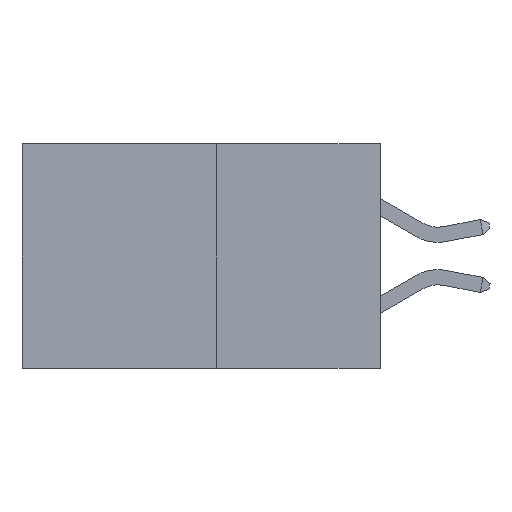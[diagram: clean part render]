
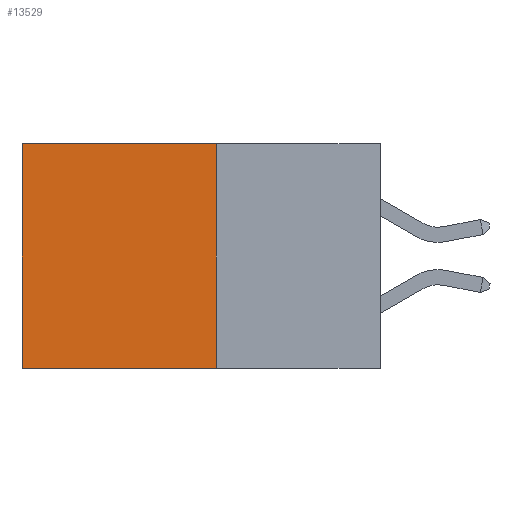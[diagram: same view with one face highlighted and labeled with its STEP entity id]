
A CAD part, left-side view. The second image highlights one B-rep face of the part: STEP entity #13529.
In plain terms, the highlighted planar face has unit normal (-1, 0, 0).
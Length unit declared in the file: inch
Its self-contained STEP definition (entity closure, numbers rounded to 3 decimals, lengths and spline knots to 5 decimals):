
#512 = CARTESIAN_POINT ( 'NONE',  ( 0.277, 0.27, 0. ) ) ;
#1139 = ORIENTED_EDGE ( 'NONE', *, *, #17814, .T. ) ;
#1311 = VECTOR ( 'NONE', #22716, 39.37008 ) ;
#1377 = CARTESIAN_POINT ( 'NONE',  ( 0.277, 0.59, -0.37 ) ) ;
#1738 = LINE ( 'NONE', #512, #6776 ) ;
#1749 = DIRECTION ( 'NONE',  ( 0., 0., -1. ) ) ;
#1897 = CARTESIAN_POINT ( 'NONE',  ( 0.277, 0.59, 0. ) ) ;
#2862 = LINE ( 'NONE', #13115, #13502 ) ;
#2996 = ORIENTED_EDGE ( 'NONE', *, *, #20640, .F. ) ;
#3283 = LINE ( 'NONE', #6471, #8304 ) ;
#5827 = CARTESIAN_POINT ( 'NONE',  ( 0.277, 0.27, -0.37 ) ) ;
#6471 = CARTESIAN_POINT ( 'NONE',  ( 0.277, 0.27, -0.37 ) ) ;
#6776 = VECTOR ( 'NONE', #13215, 39.37008 ) ;
#7653 = LINE ( 'NONE', #5827, #1311 ) ;
#8304 = VECTOR ( 'NONE', #8608, 39.37008 ) ;
#8608 = DIRECTION ( 'NONE',  ( 0., 1., 0. ) ) ;
#9522 = AXIS2_PLACEMENT_3D ( 'NONE', #12354, #14492, #1749 ) ;
#9744 = CARTESIAN_POINT ( 'NONE',  ( 0.277, 0.27, 0. ) ) ;
#12354 = CARTESIAN_POINT ( 'NONE',  ( 0.277, 0.27, -0.37 ) ) ;
#12661 = ORIENTED_EDGE ( 'NONE', *, *, #15749, .T. ) ;
#13115 = CARTESIAN_POINT ( 'NONE',  ( 0.277, 0.59, -0.37 ) ) ;
#13215 = DIRECTION ( 'NONE',  ( 0., 1., 0. ) ) ;
#13502 = VECTOR ( 'NONE', #15277, 39.37008 ) ;
#13529 = ADVANCED_FACE ( 'NONE', ( #16709 ), #24918, .F. ) ;
#14231 = EDGE_CURVE ( 'NONE', #23573, #15383, #7653, .T. ) ;
#14370 = VERTEX_POINT ( 'NONE', #1897 ) ;
#14492 = DIRECTION ( 'NONE',  ( 1., 0., 0. ) ) ;
#15277 = DIRECTION ( 'NONE',  ( 0., 0., -1. ) ) ;
#15383 = VERTEX_POINT ( 'NONE', #24583 ) ;
#15749 = EDGE_CURVE ( 'NONE', #14370, #19223, #2862, .T. ) ;
#16445 = ORIENTED_EDGE ( 'NONE', *, *, #14231, .F. ) ;
#16709 = FACE_OUTER_BOUND ( 'NONE', #21668, .T. ) ;
#17814 = EDGE_CURVE ( 'NONE', #23573, #14370, #1738, .T. ) ;
#19223 = VERTEX_POINT ( 'NONE', #1377 ) ;
#20640 = EDGE_CURVE ( 'NONE', #15383, #19223, #3283, .T. ) ;
#21668 = EDGE_LOOP ( 'NONE', ( #12661, #2996, #16445, #1139 ) ) ;
#22716 = DIRECTION ( 'NONE',  ( 0., 0., -1. ) ) ;
#23573 = VERTEX_POINT ( 'NONE', #9744 ) ;
#24583 = CARTESIAN_POINT ( 'NONE',  ( 0.277, 0.27, -0.37 ) ) ;
#24918 = PLANE ( 'NONE',  #9522 ) ;
